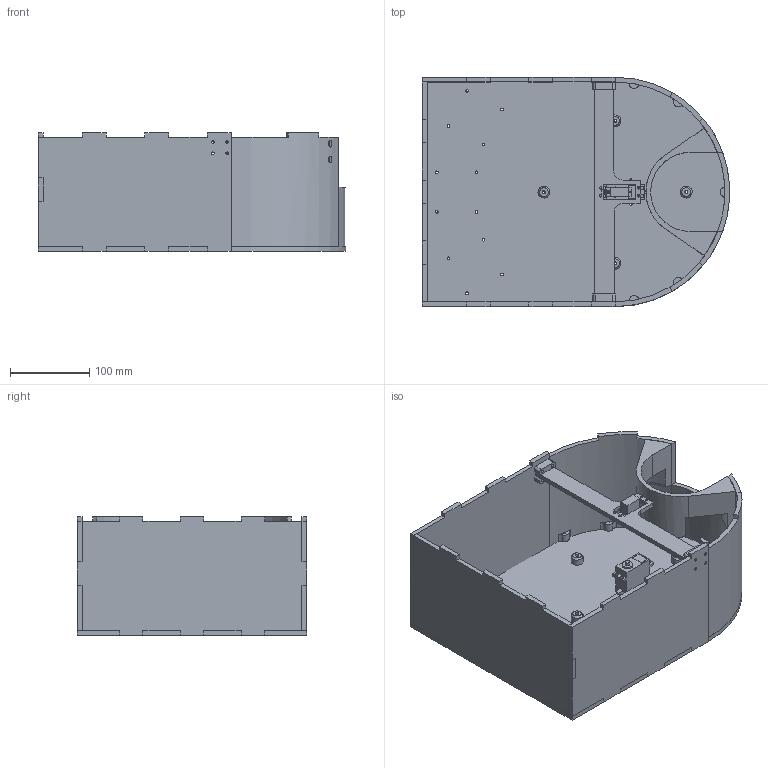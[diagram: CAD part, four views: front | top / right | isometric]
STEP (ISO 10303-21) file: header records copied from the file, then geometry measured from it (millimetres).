
FILE_DESCRIPTION(/* description */ (''),/* implementation_level */ '2;1');
FILE_NAME(/* name */ 'Корпус.stp',/* time_stamp */ '2025-02-10T20:45:43+03:00',/* author */ ('User'),/* organization */ (''),/* preprocessor_version */ 'ST-DEVELOPER v18.1',/* originating_system */ 'Autodesk Inventor 2022',/* authorisation */ '');
FILE_SCHEMA (('AUTOMOTIVE_DESIGN { 1 0 10303 214 3 1 1 }'));
Length unit declared in the file: millimetre
Products named in the file (13): Shoter_4; Основание нижнее; Кронштейн сервопривода3
101; Стенка задняя; Кожух левый; Кожух малый; Кожух правый; Кожухзадний; Стенка боковая; Фиксатор_сервопривода; SG90; Упор_В2; 1
Assembly tree (17 placements, depth 2):
  Shoter_4
    Основание нижнее
    Кронштейн сервопривода3
101
    Стенка боковая  x2
    Стенка задняя
    Кожух левый
    Кожух малый
    Кожух правый
    Кожухзадний
    Фиксатор_сервопривода  x2
    SG90
    Упор_В2  x4
    1
Bounding box: 388.83 x 290 x 150 mm (x, y, z)
Volume: 1823354.6 mm3; surface area: 643027.5 mm2
Topology: 21 solids, 21 shells, 471 faces, 1234 edges, 814 vertices
Faces by surface type: plane 292, cylinder 146, cone 16, torus 9, bspline 6, sphere 2
Full cylindrical faces by diameter (mm): 1.25 x3, 3 x4, 3.2 x14, 3.4 x25, 3.9 x23, 4.5 x4, 4.8 x1, 5.9 x1, 12.9 x1, 15 x4
Entity records: 14128 total; most frequent: CARTESIAN_POINT 3221, DIRECTION 2174, ORIENTED_EDGE 2102, EDGE_CURVE 1051, AXIS2_PLACEMENT_3D 734, LINE 706, VECTOR 706, VERTEX_POINT 696
